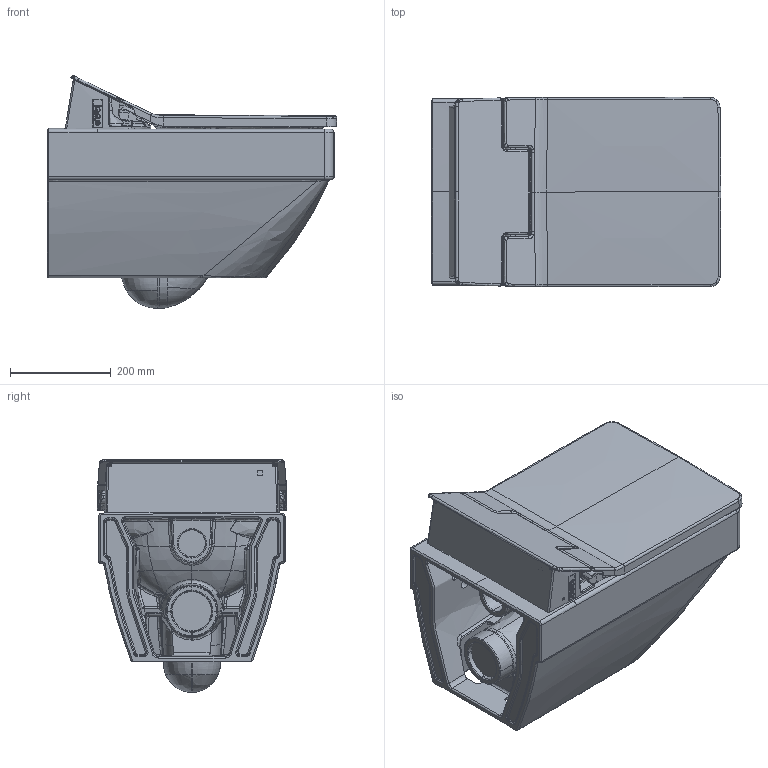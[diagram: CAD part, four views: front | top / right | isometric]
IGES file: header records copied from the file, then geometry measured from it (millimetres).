
Global section: file name: No Iges File Name specified; native system: Autodesk Inventor 2011; preprocessor: AutoDesk Inventor Iges Exporter R2011; author: Administrator; date: 20170731.141340; units: millimetre
Bounding box: 575.31 x 376.11 x 462.47 mm (x, y, z)
Volume: 28465137.8 mm3; surface area: 2399761.7 mm2
Topology: 12 solids, 12 shells, 3677 faces, 15040 edges, 11299 vertices
Faces by surface type: bspline 1844, plane 700, revolution 567, cylinder 349, sphere 111, cone 58, torus 48
